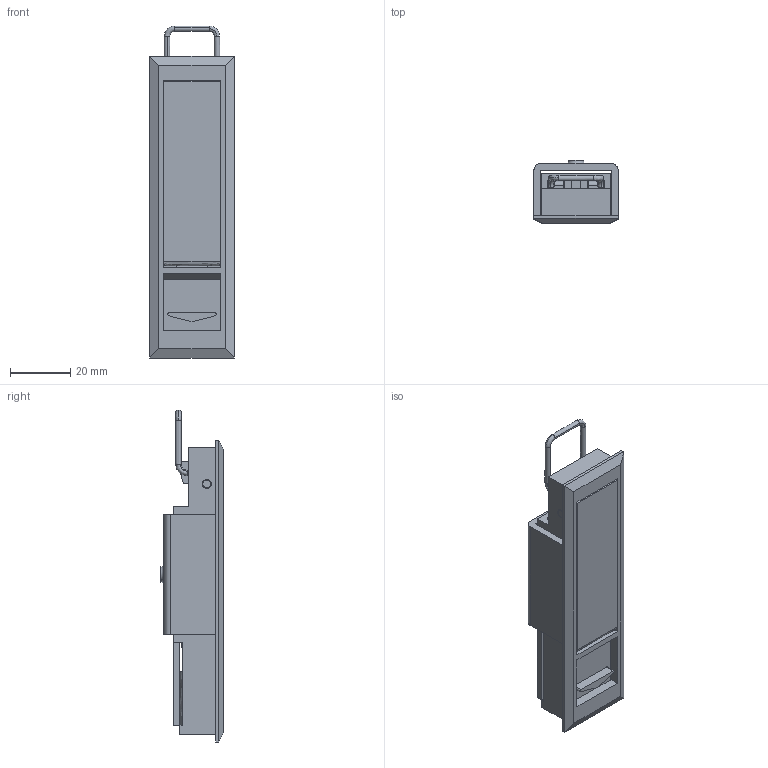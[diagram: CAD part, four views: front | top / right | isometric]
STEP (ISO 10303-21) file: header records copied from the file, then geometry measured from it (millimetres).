
FILE_DESCRIPTION((''),'2;1');
FILE_NAME('','2005-10-12T16:03:54',(''),(''),'','CADfix','');
FILE_SCHEMA(('AUTOMOTIVE_DESIGN'));
Length unit declared in the file: millimetre
Products named in the file (6): cam; handle; latch; housing; bracket; THA_234_2_13783_36
Assembly tree (5 placements, depth 2):
  THA_234_2_13783_36
    cam
    handle
    latch
    housing
    bracket
Bounding box: 28 x 20.8 x 110 mm (x, y, z)
Volume: 26855.9 mm3; surface area: 24744.8 mm2
Topology: 5 solids, 5 shells, 339 faces, 1063 edges, 745 vertices
Faces by surface type: bspline 339
Entity records: 39146 total; most frequent: CARTESIAN_POINT 33000, ORIENTED_EDGE 2126, EDGE_CURVE 1063, VERTEX_POINT 745, QUASI_UNIFORM_CURVE 608, EDGE_LOOP 384, FACE_OUTER_BOUND 339, ADVANCED_FACE 339
